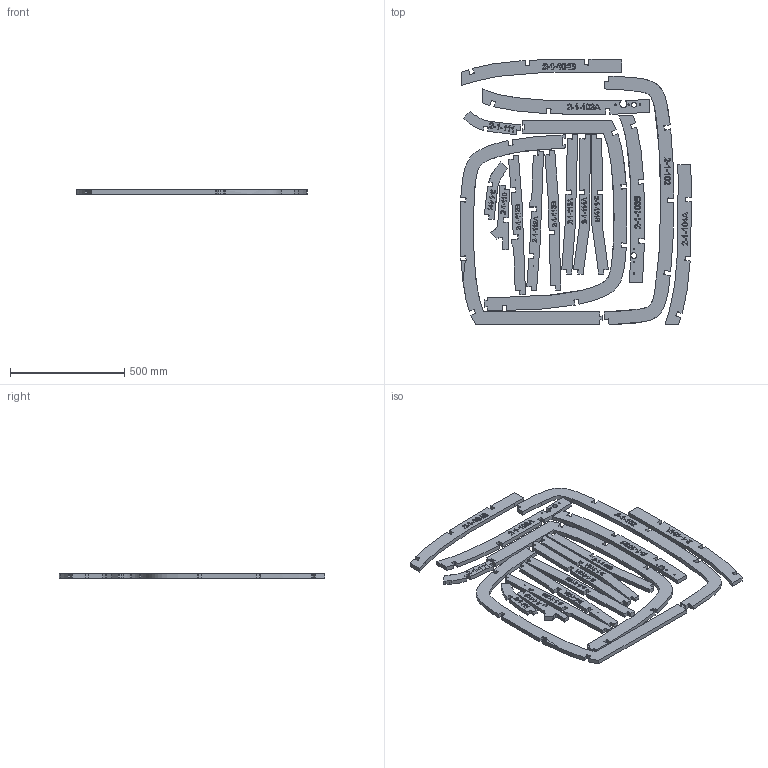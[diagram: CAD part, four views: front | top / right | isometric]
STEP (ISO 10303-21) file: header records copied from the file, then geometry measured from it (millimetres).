
FILE_DESCRIPTION(/* description */ (''),/* implementation_level */ '2;1');
FILE_NAME(/* name */ '(Entire) Manufacturing Model 1.step',/* time_stamp */ '2023-12-13T08:03:49-07:00',/* author */ (''),/* organization */ (''),/* preprocessor_version */ 'ST-DEVELOPER v20',/* originating_system */ 'Autodesk Translation Framework v12.14.0.127',/* authorisation */ '');
FILE_SCHEMA (('AUTOMOTIVE_DESIGN { 1 0 10303 214 3 1 1 }'));
Products named in the file (23): (Entire) Manufacturing Model 1; 2-1-100 Full Shell v222 (1); 2-1-100 Structure; Body Components; Ribs; 2-1-103 Rear Rib (1); 2-1-103A Middle Rib Left; 2-1-101 Front Rib; 2-1-101 Front Rib (1) (1); 2-1-101 Front Rib (1); 2-1-104 Rear Rib; 2-1-103B Middle Rib R; 2-1-102 Upper Mid Support; Stringers; 2-1-111; 2-1-113; 2-1-113 (1); 2-1-114; 2-1-111 (1); 2-1-114 (1); 2-1-112 (1); 2-1-112; 2-1-110
Assembly tree (22 placements, depth 7):
  (Entire) Manufacturing Model 1
    2-1-100 Full Shell v222 (1)
      2-1-100 Structure
        Body Components
          Ribs
            2-1-103 Rear Rib (1)
            2-1-103A Middle Rib Left
            2-1-101 Front Rib
              2-1-101 Front Rib (1) (1)
              2-1-101 Front Rib (1)
            2-1-104 Rear Rib
            2-1-103B Middle Rib R
            2-1-102 Upper Mid Support
          Stringers
            2-1-111
            2-1-113
            2-1-113 (1)
            2-1-114
            2-1-111 (1)
            2-1-114 (1)
            2-1-112 (1)
            2-1-112
            2-1-110
Bounding box: 1009.61 x 1161.82 x 18.51 mm (x, y, z)
Volume: 11189995.6 mm3; surface area: 1746748 mm2
Topology: 16 solids, 16 shells, 2005 faces, 5523 edges, 3682 vertices
Faces by surface type: plane 955, bspline 940, cylinder 110
Full cylindrical faces by diameter (mm): 6.35 x6, 21.59 x1
Entity records: 78362 total; most frequent: CARTESIAN_POINT 32986, ORIENTED_EDGE 11046, DIRECTION 6026, EDGE_CURVE 5523, VERTEX_POINT 3682, LINE 3344, VECTOR 3344, EDGE_LOOP 2159
